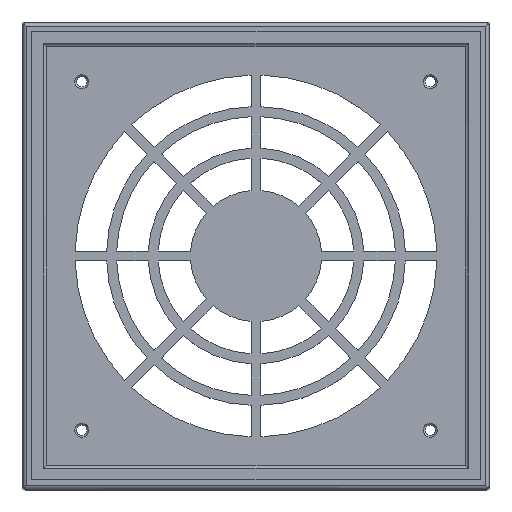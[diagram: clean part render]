
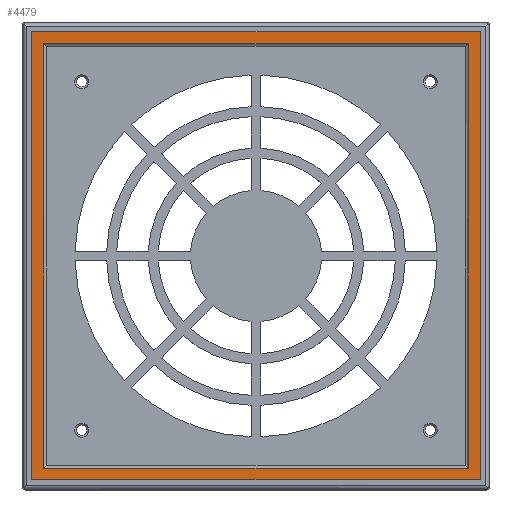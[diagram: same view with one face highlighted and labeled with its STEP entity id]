
A CAD part, top view. The second image highlights one B-rep face of the part: STEP entity #4479.
In plain terms, the highlighted planar face has unit normal (0, 0, 1).
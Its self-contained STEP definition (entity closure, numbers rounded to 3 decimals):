
#3 = CARTESIAN_POINT ( 'NONE',  ( 0., 0., 5.5 ) ) ;
#92 = DIRECTION ( 'NONE',  ( 1., 0., 0. ) ) ;
#102 = DIRECTION ( 'NONE',  ( 0., 1., 0. ) ) ;
#231 = CARTESIAN_POINT ( 'NONE',  ( -67.5, 67.5, 5.5 ) ) ;
#437 = DIRECTION ( 'NONE',  ( 1., 0., 0. ) ) ;
#455 = LINE ( 'NONE', #2421, #2946 ) ;
#627 = VERTEX_POINT ( 'NONE', #1272 ) ;
#667 = VECTOR ( 'NONE', #3107, 1000. ) ;
#729 = CARTESIAN_POINT ( 'NONE',  ( 67.5, -67.5, 5.5 ) ) ;
#881 = VERTEX_POINT ( 'NONE', #1221 ) ;
#991 = EDGE_CURVE ( 'NONE', #5260, #6119, #455, .T. ) ;
#1115 = LINE ( 'NONE', #729, #6269 ) ;
#1135 = CARTESIAN_POINT ( 'NONE',  ( -64., -64., 5.5 ) ) ;
#1192 = PLANE ( 'NONE',  #3779 ) ;
#1221 = CARTESIAN_POINT ( 'NONE',  ( 64., 64., 5.5 ) ) ;
#1255 = VECTOR ( 'NONE', #4495, 1000. ) ;
#1272 = CARTESIAN_POINT ( 'NONE',  ( -67.5, -67.5, 5.5 ) ) ;
#1752 = FACE_OUTER_BOUND ( 'NONE', #7413, .T. ) ;
#1808 = LINE ( 'NONE', #4206, #7347 ) ;
#1948 = CARTESIAN_POINT ( 'NONE',  ( 64., -64., 5.5 ) ) ;
#1963 = VERTEX_POINT ( 'NONE', #2474 ) ;
#2283 = VERTEX_POINT ( 'NONE', #7239 ) ;
#2295 = EDGE_CURVE ( 'NONE', #1963, #4251, #1115, .T. ) ;
#2313 = EDGE_CURVE ( 'NONE', #2283, #881, #6067, .T. ) ;
#2323 = ORIENTED_EDGE ( 'NONE', *, *, #2295, .T. ) ;
#2359 = ORIENTED_EDGE ( 'NONE', *, *, #2639, .T. ) ;
#2372 = LINE ( 'NONE', #4741, #4793 ) ;
#2421 = CARTESIAN_POINT ( 'NONE',  ( -64., -64., 5.5 ) ) ;
#2441 = DIRECTION ( 'NONE',  ( -1., 0., 0. ) ) ;
#2474 = CARTESIAN_POINT ( 'NONE',  ( 67.5, -67.5, 5.5 ) ) ;
#2550 = DIRECTION ( 'NONE',  ( 1., 0., 0. ) ) ;
#2601 = EDGE_CURVE ( 'NONE', #627, #1963, #5824, .T. ) ;
#2639 = EDGE_CURVE ( 'NONE', #6119, #881, #2372, .T. ) ;
#2665 = LINE ( 'NONE', #231, #1255 ) ;
#2752 = CARTESIAN_POINT ( 'NONE',  ( -64., -64., 5.5 ) ) ;
#2869 = CARTESIAN_POINT ( 'NONE',  ( -67.5, -67.5, 5.5 ) ) ;
#2946 = VECTOR ( 'NONE', #5255, 1000. ) ;
#2950 = EDGE_CURVE ( 'NONE', #5260, #2283, #6286, .T. ) ;
#3052 = CARTESIAN_POINT ( 'NONE',  ( -67.5, 67.5, 5.5 ) ) ;
#3107 = DIRECTION ( 'NONE',  ( 0., 1., 0. ) ) ;
#3288 = VECTOR ( 'NONE', #92, 1000. ) ;
#3290 = ORIENTED_EDGE ( 'NONE', *, *, #2601, .T. ) ;
#3329 = ORIENTED_EDGE ( 'NONE', *, *, #5852, .T. ) ;
#3673 = ORIENTED_EDGE ( 'NONE', *, *, #991, .T. ) ;
#3779 = AXIS2_PLACEMENT_3D ( 'NONE', #3, #4912, #2550 ) ;
#3920 = VECTOR ( 'NONE', #437, 1000. ) ;
#4206 = CARTESIAN_POINT ( 'NONE',  ( 67.5, 67.5, 5.5 ) ) ;
#4251 = VERTEX_POINT ( 'NONE', #4851 ) ;
#4479 = ADVANCED_FACE ( 'NONE', ( #1752, #7248 ), #1192, .T. ) ;
#4495 = DIRECTION ( 'NONE',  ( 0., -1., 0. ) ) ;
#4533 = ORIENTED_EDGE ( 'NONE', *, *, #2313, .F. ) ;
#4600 = EDGE_CURVE ( 'NONE', #5744, #627, #2665, .T. ) ;
#4741 = CARTESIAN_POINT ( 'NONE',  ( -64., 64., 5.5 ) ) ;
#4793 = VECTOR ( 'NONE', #5909, 1000. ) ;
#4851 = CARTESIAN_POINT ( 'NONE',  ( 67.5, 67.5, 5.5 ) ) ;
#4912 = DIRECTION ( 'NONE',  ( 0., 0., 1. ) ) ;
#5106 = EDGE_LOOP ( 'NONE', ( #3673, #2359, #4533, #7052 ) ) ;
#5255 = DIRECTION ( 'NONE',  ( 0., 1., 0. ) ) ;
#5260 = VERTEX_POINT ( 'NONE', #1135 ) ;
#5744 = VERTEX_POINT ( 'NONE', #3052 ) ;
#5824 = LINE ( 'NONE', #2869, #3288 ) ;
#5852 = EDGE_CURVE ( 'NONE', #4251, #5744, #1808, .T. ) ;
#5909 = DIRECTION ( 'NONE',  ( 1., 0., 0. ) ) ;
#5998 = CARTESIAN_POINT ( 'NONE',  ( -64., 64., 5.5 ) ) ;
#6067 = LINE ( 'NONE', #1948, #667 ) ;
#6119 = VERTEX_POINT ( 'NONE', #5998 ) ;
#6269 = VECTOR ( 'NONE', #102, 1000. ) ;
#6286 = LINE ( 'NONE', #2752, #3920 ) ;
#7052 = ORIENTED_EDGE ( 'NONE', *, *, #2950, .F. ) ;
#7239 = CARTESIAN_POINT ( 'NONE',  ( 64., -64., 5.5 ) ) ;
#7248 = FACE_BOUND ( 'NONE', #5106, .T. ) ;
#7347 = VECTOR ( 'NONE', #2441, 1000. ) ;
#7413 = EDGE_LOOP ( 'NONE', ( #3329, #7701, #3290, #2323 ) ) ;
#7701 = ORIENTED_EDGE ( 'NONE', *, *, #4600, .T. ) ;
